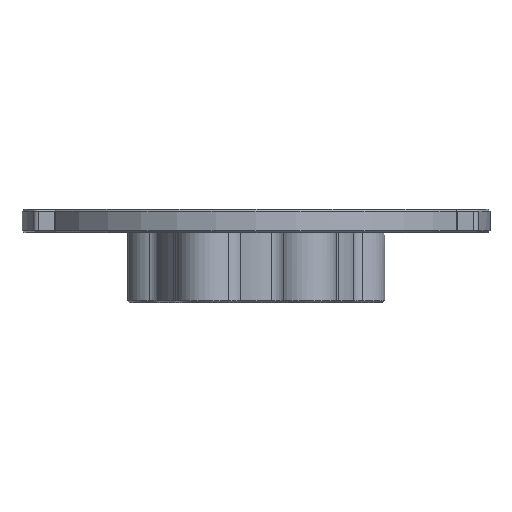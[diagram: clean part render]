
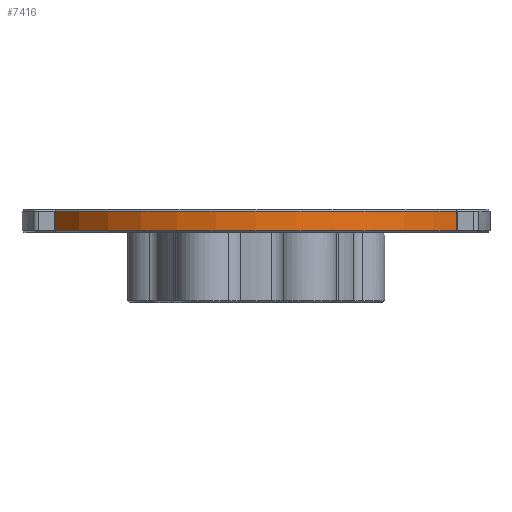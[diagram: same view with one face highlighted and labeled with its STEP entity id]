
A CAD part, front view. The second image highlights one B-rep face of the part: STEP entity #7416.
In plain terms, the highlighted cylindrical face has radius 31.75 mm (diameter 63.5 mm), a partial arc.
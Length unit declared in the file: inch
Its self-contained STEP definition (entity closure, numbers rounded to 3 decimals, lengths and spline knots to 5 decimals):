
#241 = CARTESIAN_POINT ( 'NONE',  ( -1.0705, -0.64538, 0.125 ) ) ;
#502 = CARTESIAN_POINT ( 'NONE',  ( 0., 0., 0.01 ) ) ;
#636 = CARTESIAN_POINT ( 'NONE',  ( 1.0705, -0.64538, 0.01 ) ) ;
#810 = VECTOR ( 'NONE', #885, 39.37008 ) ;
#885 = DIRECTION ( 'NONE',  ( 0., 0., -1. ) ) ;
#969 = VERTEX_POINT ( 'NONE', #636 ) ;
#1182 = LINE ( 'NONE', #2368, #1492 ) ;
#1304 = DIRECTION ( 'NONE',  ( 0., 0., 1. ) ) ;
#1379 = VERTEX_POINT ( 'NONE', #3666 ) ;
#1394 = AXIS2_PLACEMENT_3D ( 'NONE', #3650, #7688, #4825 ) ;
#1400 = LINE ( 'NONE', #241, #810 ) ;
#1492 = VECTOR ( 'NONE', #1304, 39.37008 ) ;
#1552 = DIRECTION ( 'NONE',  ( 0., 0., 1. ) ) ;
#1925 = ORIENTED_EDGE ( 'NONE', *, *, #5742, .T. ) ;
#2047 = ORIENTED_EDGE ( 'NONE', *, *, #2362, .T. ) ;
#2123 = AXIS2_PLACEMENT_3D ( 'NONE', #502, #1552, #2910 ) ;
#2215 = DIRECTION ( 'NONE',  ( 0., 0., -1. ) ) ;
#2362 = EDGE_CURVE ( 'NONE', #1379, #4130, #1400, .T. ) ;
#2368 = CARTESIAN_POINT ( 'NONE',  ( 1.0705, -0.64538, 0.125 ) ) ;
#2385 = ORIENTED_EDGE ( 'NONE', *, *, #5878, .T. ) ;
#2413 = AXIS2_PLACEMENT_3D ( 'NONE', #4538, #2215, #6337 ) ;
#2557 = ORIENTED_EDGE ( 'NONE', *, *, #6725, .T. ) ;
#2910 = DIRECTION ( 'NONE',  ( 1., 0., 0. ) ) ;
#3193 = CARTESIAN_POINT ( 'NONE',  ( -1.0705, -0.64538, 0.01 ) ) ;
#3650 = CARTESIAN_POINT ( 'NONE',  ( 0., 0., 0.115 ) ) ;
#3666 = CARTESIAN_POINT ( 'NONE',  ( -1.0705, -0.64538, 0.115 ) ) ;
#3670 = CARTESIAN_POINT ( 'NONE',  ( 1.0705, -0.64538, 0.115 ) ) ;
#4130 = VERTEX_POINT ( 'NONE', #3193 ) ;
#4331 = EDGE_LOOP ( 'NONE', ( #2385, #2557, #2047, #1925 ) ) ;
#4538 = CARTESIAN_POINT ( 'NONE',  ( 0., 0., 0.125 ) ) ;
#4825 = DIRECTION ( 'NONE',  ( 1., 0., 0. ) ) ;
#5083 = FACE_OUTER_BOUND ( 'NONE', #4331, .T. ) ;
#5742 = EDGE_CURVE ( 'NONE', #4130, #969, #6008, .T. ) ;
#5848 = VERTEX_POINT ( 'NONE', #3670 ) ;
#5878 = EDGE_CURVE ( 'NONE', #969, #5848, #1182, .T. ) ;
#6008 = CIRCLE ( 'NONE', #2123, 1.25 ) ;
#6037 = CIRCLE ( 'NONE', #1394, 1.25 ) ;
#6337 = DIRECTION ( 'NONE',  ( -1., 0., 0. ) ) ;
#6725 = EDGE_CURVE ( 'NONE', #5848, #1379, #6037, .T. ) ;
#7416 = ADVANCED_FACE ( 'NONE', ( #5083 ), #7561, .T. ) ;
#7561 = CYLINDRICAL_SURFACE ( 'NONE', #2413, 1.25 ) ;
#7688 = DIRECTION ( 'NONE',  ( 0., 0., -1. ) ) ;
